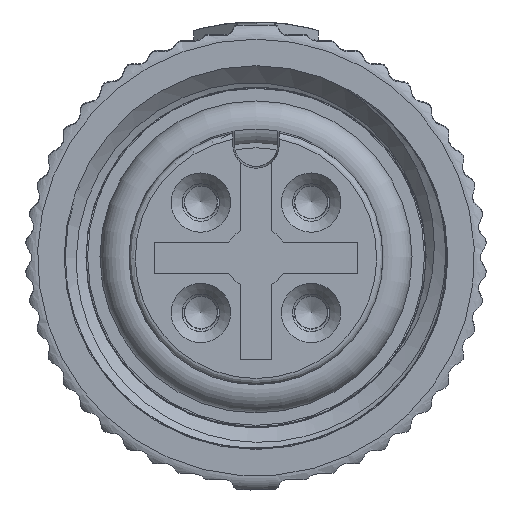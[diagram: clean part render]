
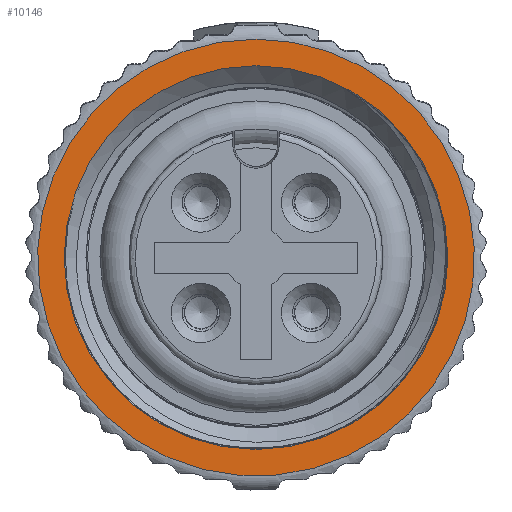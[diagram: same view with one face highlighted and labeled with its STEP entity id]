
A CAD part, left-side view. The second image highlights one B-rep face of the part: STEP entity #10146.
In plain terms, the highlighted face is planar.
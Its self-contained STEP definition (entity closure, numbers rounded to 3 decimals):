
#349=PLANE('',#11178);
#635=CIRCLE('',#11177,6.15);
#636=CIRCLE('',#11179,7.);
#3648=ORIENTED_EDGE('',*,*,#6006,.F.);
#3649=ORIENTED_EDGE('',*,*,#6007,.F.);
#6006=EDGE_CURVE('',#7258,#7258,#635,.T.);
#6007=EDGE_CURVE('',#7259,#7259,#636,.T.);
#7258=VERTEX_POINT('',#20675);
#7259=VERTEX_POINT('',#20678);
#8656=EDGE_LOOP('',(#3648));
#8657=EDGE_LOOP('',(#3649));
#9429=FACE_BOUND('',#8656,.T.);
#9430=FACE_BOUND('',#8657,.T.);
#10146=ADVANCED_FACE('',(#9429,#9430),#349,.T.);
#11177=AXIS2_PLACEMENT_3D('',#20674,#12956,#12957);
#11178=AXIS2_PLACEMENT_3D('',#20676,#12958,#12959);
#11179=AXIS2_PLACEMENT_3D('',#20677,#12960,#12961);
#12956=DIRECTION('',(0.,0.,1.));
#12957=DIRECTION('',(0.,-1.,0.));
#12958=DIRECTION('',(0.,0.,1.));
#12959=DIRECTION('',(0.,1.,0.));
#12960=DIRECTION('',(0.,0.,-1.));
#12961=DIRECTION('',(0.,1.,0.));
#20674=CARTESIAN_POINT('',(0.,0.,-1.7));
#20675=CARTESIAN_POINT('',(0.,-6.15,-1.7));
#20676=CARTESIAN_POINT('',(0.,0.,-1.7));
#20677=CARTESIAN_POINT('',(0.,0.,-1.7));
#20678=CARTESIAN_POINT('',(0.,7.,-1.7));
